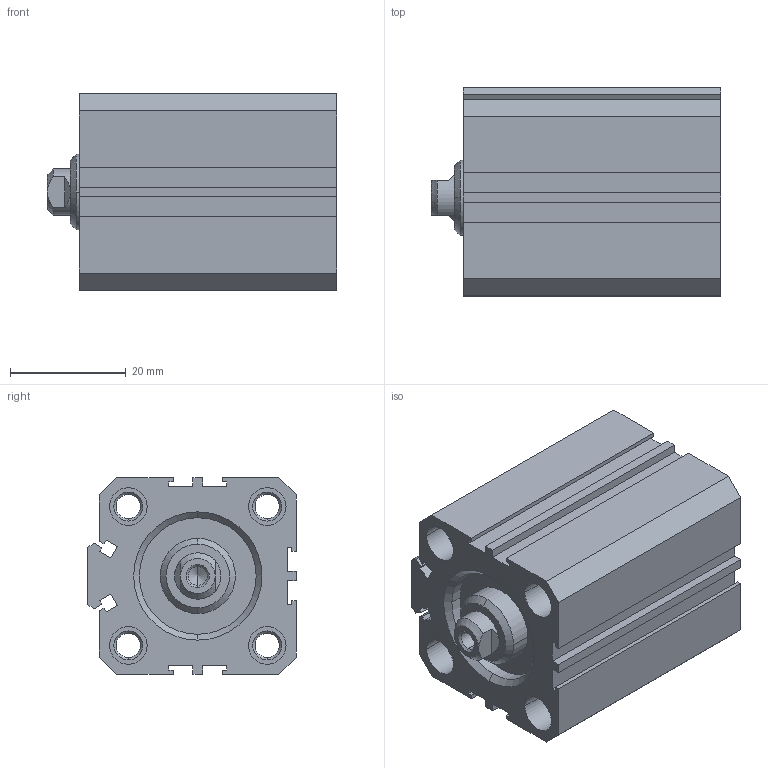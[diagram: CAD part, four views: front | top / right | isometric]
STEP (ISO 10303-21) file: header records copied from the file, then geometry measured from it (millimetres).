
FILE_DESCRIPTION (( 'STEP AP214' ), '1' );
FILE_NAME ('cylinder_sda-20x25.STEP', '2016-01-27T04:30:23', ( '' ), ( '' ), 'SwSTEP 2.0', 'SolidWorks 2015', '' );
FILE_SCHEMA (( 'AUTOMOTIVE_DESIGN' ));
Length unit declared in the file: millimetre
Products named in the file (3): cylinder_sda-20x25_02; cylinder_sda-20x25_01; cylinder_sda-20x25
Assembly tree (2 placements, depth 2):
  cylinder_sda-20x25
    cylinder_sda-20x25_01
    cylinder_sda-20x25_02
Bounding box: 50 x 36 x 34 mm (x, y, z)
Volume: 44948 mm3; surface area: 14826.4 mm2
Topology: 2 solids, 2 shells, 202 faces, 513 edges, 337 vertices
Faces by surface type: plane 93, cylinder 58, cone 51
Entity records: 6277 total; most frequent: DIRECTION 1121, CARTESIAN_POINT 1095, ORIENTED_EDGE 1022, EDGE_CURVE 511, AXIS2_PLACEMENT_3D 411, VERTEX_POINT 337, VECTOR 299, LINE 299
